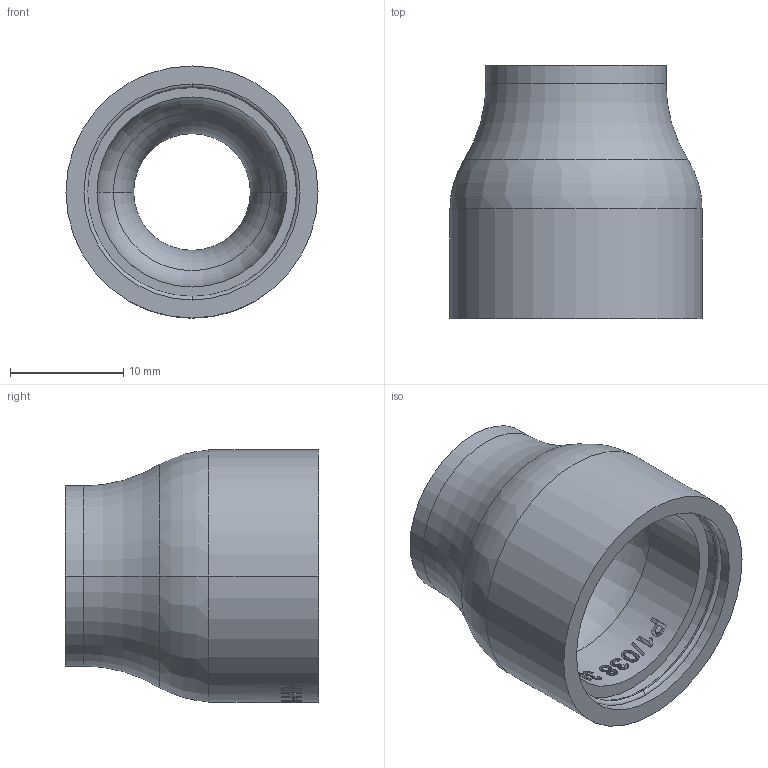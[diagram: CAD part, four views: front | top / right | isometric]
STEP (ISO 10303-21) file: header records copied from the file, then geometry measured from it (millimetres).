
FILE_DESCRIPTION (( 'STEP AP214' ), '1' );
FILE_NAME ('ZC038P1.STEP', '2022-06-21T09:34:35', ( '' ), ( '' ), 'SwSTEP 2.0', 'SolidWorks 2022', '' );
FILE_SCHEMA (( 'AUTOMOTIVE_DESIGN' ));
Length unit declared in the file: millimetre
Products named in the file (1): ZC038P1
Bounding box: 22.23 x 22.35 x 22.23 mm (x, y, z)
Volume: 3380.2 mm3; surface area: 2880.1 mm2
Topology: 1 solids, 1 shells, 260 faces, 680 edges, 448 vertices
Faces by surface type: bspline 117, plane 87, cylinder 40, torus 16
Entity records: 16759 total; most frequent: CARTESIAN_POINT 11251, ORIENTED_EDGE 1360, DIRECTION 755, EDGE_CURVE 680, VERTEX_POINT 448, B_SPLINE_CURVE_WITH_KNOTS 373, AXIS2_PLACEMENT_3D 304, EDGE_LOOP 288
